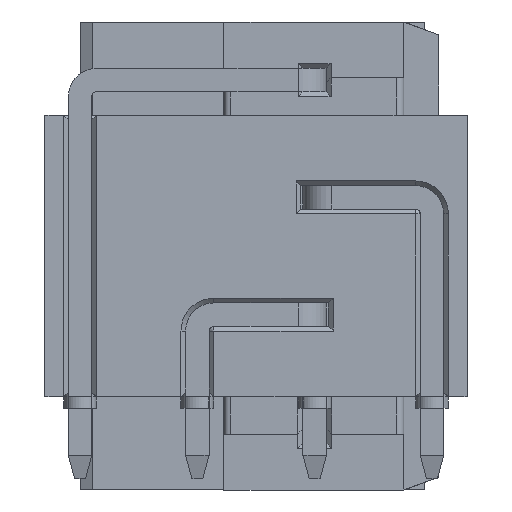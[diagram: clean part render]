
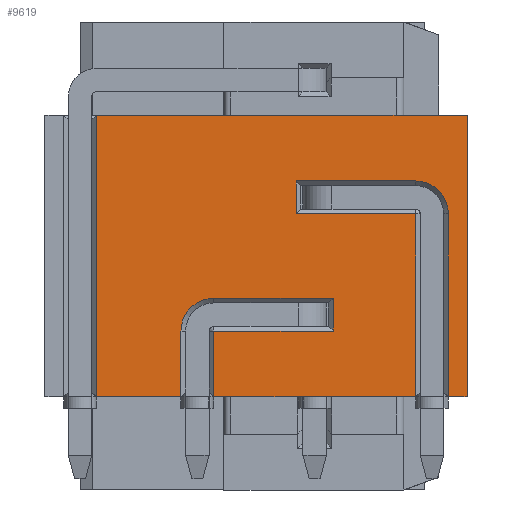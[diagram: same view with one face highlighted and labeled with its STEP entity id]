
A CAD part, front view. The second image highlights one B-rep face of the part: STEP entity #9619.
In plain terms, the highlighted planar face has unit normal (0, -1, 0).
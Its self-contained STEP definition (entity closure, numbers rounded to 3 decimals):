
#4630=CARTESIAN_POINT('',(-3.2,-1.4,0.));
#4631=VERTEX_POINT('',#4630);
#4638=CARTESIAN_POINT('',(-6.8,-1.4,0.));
#4639=VERTEX_POINT('',#4638);
#4640=CARTESIAN_POINT('',(-3.2,-1.4,0.));
#4641=DIRECTION('',(-1.0,0.0,0.0));
#4642=VECTOR('',#4641,3.6);
#4643=LINE('',#4640,#4642);
#4644=EDGE_CURVE('',#4631,#4639,#4643,.T.);
#4875=CARTESIAN_POINT('',(9.,-1.4,0.));
#4876=VERTEX_POINT('',#4875);
#4883=CARTESIAN_POINT('',(8.2,-1.4,0.));
#4884=VERTEX_POINT('',#4883);
#4885=CARTESIAN_POINT('',(9.,-1.4,0.));
#4886=DIRECTION('',(-1.0,0.0,0.0));
#4887=VECTOR('',#4886,0.8);
#4888=LINE('',#4885,#4887);
#4889=EDGE_CURVE('',#4876,#4884,#4888,.T.);
#4941=CARTESIAN_POINT('',(6.8,-1.4,0.));
#4942=VERTEX_POINT('',#4941);
#4949=CARTESIAN_POINT('',(-1.8,-1.4,0.));
#4950=VERTEX_POINT('',#4949);
#4951=CARTESIAN_POINT('',(6.8,-1.4,0.));
#4952=DIRECTION('',(-1.0,0.0,0.0));
#4953=VECTOR('',#4952,8.6);
#4954=LINE('',#4951,#4953);
#4955=EDGE_CURVE('',#4942,#4950,#4954,.T.);
#9117=CARTESIAN_POINT('',(9.,-1.4,12.));
#9118=VERTEX_POINT('',#9117);
#9119=CARTESIAN_POINT('',(9.,-1.4,12.));
#9120=DIRECTION('',(0.0,0.0,-1.0));
#9121=VECTOR('',#9120,12.0);
#9122=LINE('',#9119,#9121);
#9123=EDGE_CURVE('',#9118,#4876,#9122,.T.);
#9306=CARTESIAN_POINT('',(-6.8,-1.4,12.));
#9307=VERTEX_POINT('',#9306);
#9314=CARTESIAN_POINT('',(-6.8,-1.4,12.));
#9315=DIRECTION('',(1.0,0.0,0.0));
#9316=VECTOR('',#9315,15.8);
#9317=LINE('',#9314,#9316);
#9318=EDGE_CURVE('',#9307,#9118,#9317,.T.);
#9507=CARTESIAN_POINT('',(9.79,-1.4,12.6));
#9508=DIRECTION('',(0.0,-1.0,0.0));
#9509=DIRECTION('',(0.0,0.0,-1.0));
#9510=AXIS2_PLACEMENT_3D('',#9507,#9508,#9509);
#9511=PLANE('',#9510);
#9512=CARTESIAN_POINT('',(3.29,-1.4,4.2));
#9513=VERTEX_POINT('',#9512);
#9514=CARTESIAN_POINT('',(3.29,-1.4,2.8));
#9515=VERTEX_POINT('',#9514);
#9516=CARTESIAN_POINT('',(3.29,-1.4,4.2));
#9517=DIRECTION('',(0.0,0.0,-1.0));
#9518=VECTOR('',#9517,1.4);
#9519=LINE('',#9516,#9518);
#9520=EDGE_CURVE('',#9513,#9515,#9519,.T.);
#9521=ORIENTED_EDGE('',*,*,#9520,.T.);
#9522=CARTESIAN_POINT('',(-1.8,-1.4,2.8));
#9523=VERTEX_POINT('',#9522);
#9524=CARTESIAN_POINT('',(3.29,-1.4,2.8));
#9525=DIRECTION('',(-1.0,0.0,0.0));
#9526=VECTOR('',#9525,5.09);
#9527=LINE('',#9524,#9526);
#9528=EDGE_CURVE('',#9515,#9523,#9527,.T.);
#9529=ORIENTED_EDGE('',*,*,#9528,.T.);
#9530=CARTESIAN_POINT('',(-1.8,-1.4,2.8));
#9531=DIRECTION('',(0.0,0.0,-1.0));
#9532=VECTOR('',#9531,2.8);
#9533=LINE('',#9530,#9532);
#9534=EDGE_CURVE('',#9523,#4950,#9533,.T.);
#9535=ORIENTED_EDGE('',*,*,#9534,.T.);
#9536=ORIENTED_EDGE('',*,*,#4955,.F.);
#9537=CARTESIAN_POINT('',(6.8,-1.4,7.8));
#9538=VERTEX_POINT('',#9537);
#9539=CARTESIAN_POINT('',(6.8,-1.4,0.));
#9540=DIRECTION('',(0.,0.0,1.0));
#9541=VECTOR('',#9540,7.8);
#9542=LINE('',#9539,#9541);
#9543=EDGE_CURVE('',#4942,#9538,#9542,.T.);
#9544=ORIENTED_EDGE('',*,*,#9543,.T.);
#9545=CARTESIAN_POINT('',(1.71,-1.4,7.8));
#9546=VERTEX_POINT('',#9545);
#9547=CARTESIAN_POINT('',(6.8,-1.4,7.8));
#9548=DIRECTION('',(-1.0,0.0,0.0));
#9549=VECTOR('',#9548,5.09);
#9550=LINE('',#9547,#9549);
#9551=EDGE_CURVE('',#9538,#9546,#9550,.T.);
#9552=ORIENTED_EDGE('',*,*,#9551,.T.);
#9553=CARTESIAN_POINT('',(1.71,-1.4,9.2));
#9554=VERTEX_POINT('',#9553);
#9555=CARTESIAN_POINT('',(1.71,-1.4,7.8));
#9556=DIRECTION('',(0.0,0.0,1.0));
#9557=VECTOR('',#9556,1.4);
#9558=LINE('',#9555,#9557);
#9559=EDGE_CURVE('',#9546,#9554,#9558,.T.);
#9560=ORIENTED_EDGE('',*,*,#9559,.T.);
#9561=CARTESIAN_POINT('',(6.8,-1.4,9.2));
#9562=VERTEX_POINT('',#9561);
#9563=CARTESIAN_POINT('',(1.71,-1.4,9.2));
#9564=DIRECTION('',(1.0,0.0,0.0));
#9565=VECTOR('',#9564,5.09);
#9566=LINE('',#9563,#9565);
#9567=EDGE_CURVE('',#9554,#9562,#9566,.T.);
#9568=ORIENTED_EDGE('',*,*,#9567,.T.);
#9569=CARTESIAN_POINT('',(8.2,-1.4,7.8));
#9570=VERTEX_POINT('',#9569);
#9571=CARTESIAN_POINT('',(6.8,-1.4,7.8));
#9572=DIRECTION('',(0.0,-1.0,0.0));
#9573=DIRECTION('',(1.0,0.0,0.0));
#9574=AXIS2_PLACEMENT_3D('',#9571,#9572,#9573);
#9575=CIRCLE('',#9574,1.4);
#9576=EDGE_CURVE('',#9570,#9562,#9575,.T.);
#9577=ORIENTED_EDGE('',*,*,#9576,.F.);
#9578=CARTESIAN_POINT('',(8.2,-1.4,7.8));
#9579=DIRECTION('',(0.0,0.0,-1.0));
#9580=VECTOR('',#9579,7.8);
#9581=LINE('',#9578,#9580);
#9582=EDGE_CURVE('',#9570,#4884,#9581,.T.);
#9583=ORIENTED_EDGE('',*,*,#9582,.T.);
#9584=ORIENTED_EDGE('',*,*,#4889,.F.);
#9585=ORIENTED_EDGE('',*,*,#9123,.F.);
#9586=ORIENTED_EDGE('',*,*,#9318,.F.);
#9587=CARTESIAN_POINT('',(-6.8,-1.4,12.));
#9588=DIRECTION('',(0.0,0.0,-1.0));
#9589=VECTOR('',#9588,12.);
#9590=LINE('',#9587,#9589);
#9591=EDGE_CURVE('',#9307,#4639,#9590,.T.);
#9592=ORIENTED_EDGE('',*,*,#9591,.T.);
#9593=ORIENTED_EDGE('',*,*,#4644,.F.);
#9594=CARTESIAN_POINT('',(-3.2,-1.4,2.8));
#9595=VERTEX_POINT('',#9594);
#9596=CARTESIAN_POINT('',(-3.2,-1.4,0.));
#9597=DIRECTION('',(0.0,0.0,1.0));
#9598=VECTOR('',#9597,2.8);
#9599=LINE('',#9596,#9598);
#9600=EDGE_CURVE('',#4631,#9595,#9599,.T.);
#9601=ORIENTED_EDGE('',*,*,#9600,.T.);
#9602=CARTESIAN_POINT('',(-1.8,-1.4,4.2));
#9603=VERTEX_POINT('',#9602);
#9604=CARTESIAN_POINT('',(-1.8,-1.4,2.8));
#9605=DIRECTION('',(0.0,-1.0,0.0));
#9606=DIRECTION('',(1.0,0.0,0.0));
#9607=AXIS2_PLACEMENT_3D('',#9604,#9605,#9606);
#9608=CIRCLE('',#9607,1.4);
#9609=EDGE_CURVE('',#9603,#9595,#9608,.T.);
#9610=ORIENTED_EDGE('',*,*,#9609,.F.);
#9611=CARTESIAN_POINT('',(-1.8,-1.4,4.2));
#9612=DIRECTION('',(1.0,0.0,0.0));
#9613=VECTOR('',#9612,5.09);
#9614=LINE('',#9611,#9613);
#9615=EDGE_CURVE('',#9603,#9513,#9614,.T.);
#9616=ORIENTED_EDGE('',*,*,#9615,.T.);
#9617=EDGE_LOOP('',(#9521,#9529,#9535,#9536,#9544,#9552,#9560,#9568,#9577,#9583,#9584,#9585,#9586,#9592,#9593,#9601,#9610,#9616));
#9618=FACE_OUTER_BOUND('',#9617,.T.);
#9619=ADVANCED_FACE('',(#9618),#9511,.T.);
